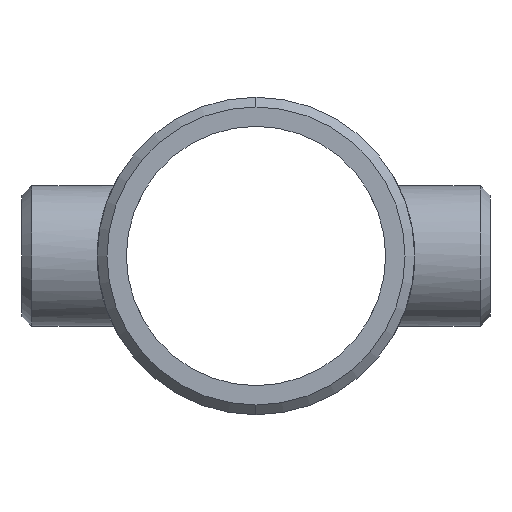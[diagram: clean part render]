
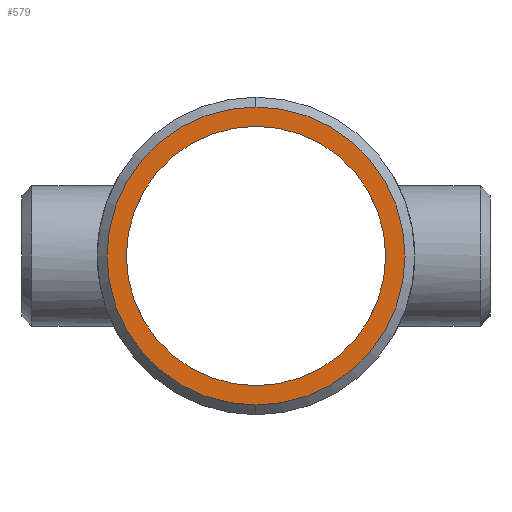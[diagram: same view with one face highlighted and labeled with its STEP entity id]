
A CAD part, left-side view. The second image highlights one B-rep face of the part: STEP entity #579.
In plain terms, the highlighted planar face has unit normal (-1, 0, 0).
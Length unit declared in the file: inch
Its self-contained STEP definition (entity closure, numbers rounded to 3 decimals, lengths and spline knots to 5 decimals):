
#57 = EDGE_CURVE ( 'NONE', #208, #453, #1008, .T. ) ;
#62 = CARTESIAN_POINT ( 'NONE',  ( -2.5, 0., 0. ) ) ;
#88 = CARTESIAN_POINT ( 'NONE',  ( -2.5, 0., 0. ) ) ;
#90 = FACE_BOUND ( 'NONE', #948, .T. ) ;
#97 = CARTESIAN_POINT ( 'NONE',  ( -2.5, 0., 0. ) ) ;
#192 = AXIS2_PLACEMENT_3D ( 'NONE', #706, #277, #456 ) ;
#194 = CARTESIAN_POINT ( 'NONE',  ( -2.5, 0., -1.11483 ) ) ;
#208 = VERTEX_POINT ( 'NONE', #709 ) ;
#277 = DIRECTION ( 'NONE',  ( 1., 0., 0. ) ) ;
#347 = DIRECTION ( 'NONE',  ( -1., 0., 0. ) ) ;
#353 = ORIENTED_EDGE ( 'NONE', *, *, #415, .T. ) ;
#415 = EDGE_CURVE ( 'NONE', #959, #810, #608, .T. ) ;
#427 = PLANE ( 'NONE',  #826 ) ;
#453 = VERTEX_POINT ( 'NONE', #194 ) ;
#456 = DIRECTION ( 'NONE',  ( 0., 0., 1. ) ) ;
#508 = AXIS2_PLACEMENT_3D ( 'NONE', #62, #568, #1010 ) ;
#521 = EDGE_CURVE ( 'NONE', #810, #959, #783, .T. ) ;
#567 = CIRCLE ( 'NONE', #658, 1.11483 ) ;
#568 = DIRECTION ( 'NONE',  ( -1., 0., 0. ) ) ;
#579 = ADVANCED_FACE ( 'NONE', ( #866, #90 ), #427, .T. ) ;
#589 = CARTESIAN_POINT ( 'NONE',  ( -2.5, 0., -0.9695 ) ) ;
#596 = CARTESIAN_POINT ( 'NONE',  ( -2.5, 0., 0.9695 ) ) ;
#608 = CIRCLE ( 'NONE', #906, 0.9695 ) ;
#622 = DIRECTION ( 'NONE',  ( 0., 0., 1. ) ) ;
#638 = CARTESIAN_POINT ( 'NONE',  ( -2.5, 0., 0. ) ) ;
#658 = AXIS2_PLACEMENT_3D ( 'NONE', #88, #347, #971 ) ;
#691 = EDGE_CURVE ( 'NONE', #453, #208, #567, .T. ) ;
#706 = CARTESIAN_POINT ( 'NONE',  ( -2.5, 0., 0. ) ) ;
#709 = CARTESIAN_POINT ( 'NONE',  ( -2.5, 0., 1.11483 ) ) ;
#771 = DIRECTION ( 'NONE',  ( -1., 0., 0. ) ) ;
#775 = DIRECTION ( 'NONE',  ( 0., 0., -1. ) ) ;
#783 = CIRCLE ( 'NONE', #192, 0.9695 ) ;
#808 = DIRECTION ( 'NONE',  ( 1., 0., 0. ) ) ;
#810 = VERTEX_POINT ( 'NONE', #596 ) ;
#826 = AXIS2_PLACEMENT_3D ( 'NONE', #97, #771, #775 ) ;
#866 = FACE_OUTER_BOUND ( 'NONE', #955, .T. ) ;
#906 = AXIS2_PLACEMENT_3D ( 'NONE', #638, #808, #622 ) ;
#948 = EDGE_LOOP ( 'NONE', ( #1048, #353 ) ) ;
#952 = ORIENTED_EDGE ( 'NONE', *, *, #691, .T. ) ;
#955 = EDGE_LOOP ( 'NONE', ( #952, #980 ) ) ;
#959 = VERTEX_POINT ( 'NONE', #589 ) ;
#971 = DIRECTION ( 'NONE',  ( 0., 0., 1. ) ) ;
#980 = ORIENTED_EDGE ( 'NONE', *, *, #57, .T. ) ;
#1008 = CIRCLE ( 'NONE', #508, 1.11483 ) ;
#1010 = DIRECTION ( 'NONE',  ( 0., 0., 1. ) ) ;
#1048 = ORIENTED_EDGE ( 'NONE', *, *, #521, .T. ) ;
